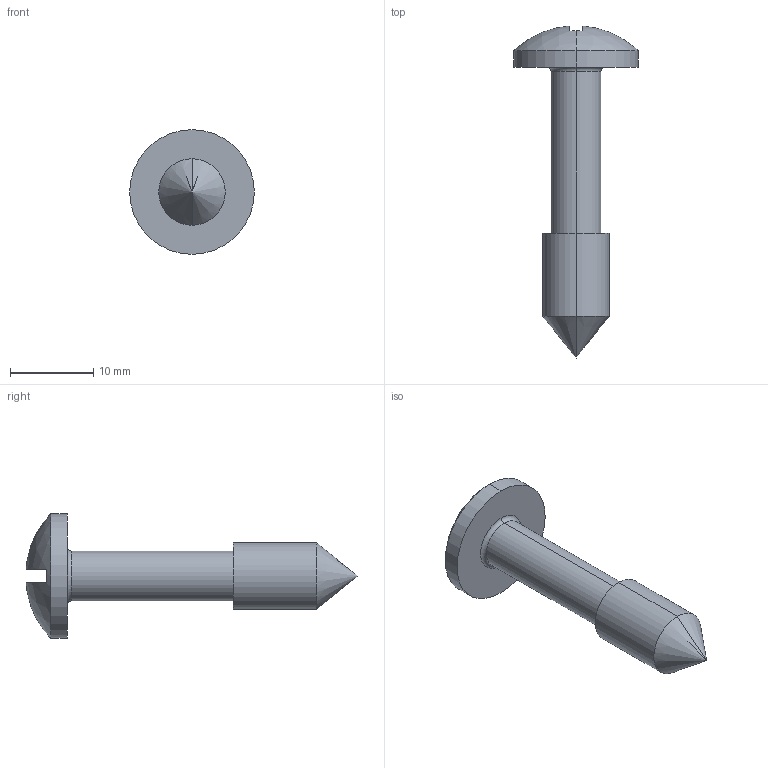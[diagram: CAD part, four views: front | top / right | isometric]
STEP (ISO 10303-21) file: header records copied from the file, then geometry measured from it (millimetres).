
FILE_DESCRIPTION (( 'STEP AP203' ), '1' );
FILE_NAME ('sone3D.STEP', '2014-05-08T05:56:28', ( '' ), ( '' ), 'SwSTEP 2.0', 'SolidWorks 2012', '' );
FILE_SCHEMA (( 'CONFIG_CONTROL_DESIGN' ));
Length unit declared in the file: millimetre
Products named in the file (1): sone3D
Bounding box: 15 x 39.97 x 15 mm (x, y, z)
Volume: 1711.5 mm3; surface area: 1265.8 mm2
Topology: 1 solids, 1 shells, 29 faces, 72 edges, 45 vertices
Faces by surface type: plane 17, cylinder 6, torus 2, cone 2, sphere 2
Entity records: 933 total; most frequent: DIRECTION 162, CARTESIAN_POINT 145, ORIENTED_EDGE 140, EDGE_CURVE 70, AXIS2_PLACEMENT_3D 62, VERTEX_POINT 45, VECTOR 38, LINE 38
